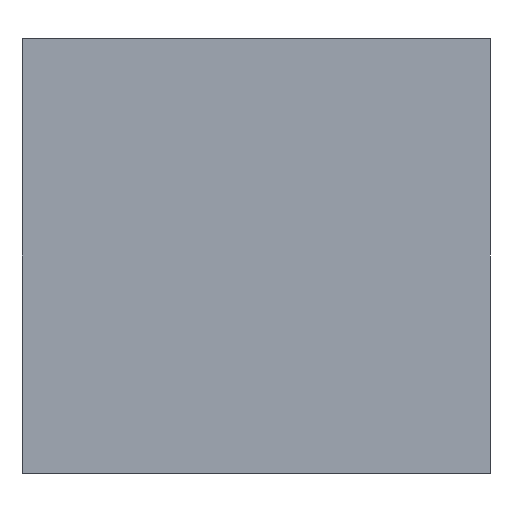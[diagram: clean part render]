
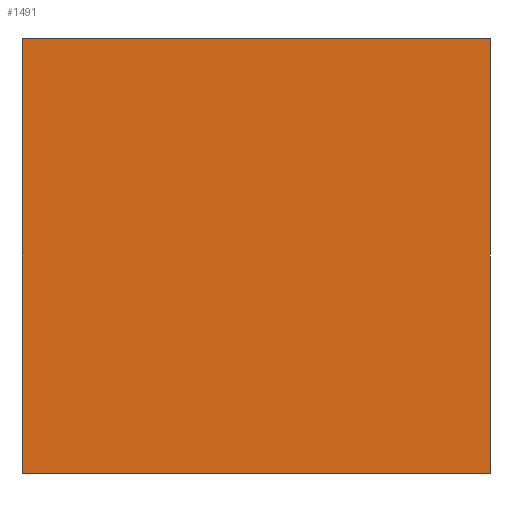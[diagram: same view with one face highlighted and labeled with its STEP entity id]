
A CAD part, left-side view. The second image highlights one B-rep face of the part: STEP entity #1491.
In plain terms, the highlighted planar face has unit normal (-1, 0, 0).
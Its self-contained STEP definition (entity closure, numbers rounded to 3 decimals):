
#47 = DIRECTION ( 'NONE',  ( 0., -1., 0. ) ) ;
#160 = EDGE_CURVE ( 'NONE', #534, #1007, #2567, .T. ) ;
#350 = LINE ( 'NONE', #4001, #1765 ) ;
#534 = VERTEX_POINT ( 'NONE', #1556 ) ;
#541 = CARTESIAN_POINT ( 'NONE',  ( -445., -245., 0. ) ) ;
#589 = CARTESIAN_POINT ( 'NONE',  ( -445., -245., 455. ) ) ;
#630 = DIRECTION ( 'NONE',  ( 0., -1., 0. ) ) ;
#937 = VECTOR ( 'NONE', #2891, 1000. ) ;
#955 = VECTOR ( 'NONE', #630, 1000. ) ;
#1007 = VERTEX_POINT ( 'NONE', #541 ) ;
#1042 = DIRECTION ( 'NONE',  ( 0., 0., -1. ) ) ;
#1417 = DIRECTION ( 'NONE',  ( 0., 0., -1. ) ) ;
#1491 = ADVANCED_FACE ( 'NONE', ( #3330 ), #4037, .F. ) ;
#1556 = CARTESIAN_POINT ( 'NONE',  ( -445., -245., 455. ) ) ;
#1765 = VECTOR ( 'NONE', #47, 1000. ) ;
#2004 = VERTEX_POINT ( 'NONE', #3522 ) ;
#2494 = CARTESIAN_POINT ( 'NONE',  ( -445., 245., 455. ) ) ;
#2516 = ORIENTED_EDGE ( 'NONE', *, *, #3784, .T. ) ;
#2522 = EDGE_CURVE ( 'NONE', #3731, #534, #350, .T. ) ;
#2534 = CARTESIAN_POINT ( 'NONE',  ( -445., 245., 455. ) ) ;
#2567 = LINE ( 'NONE', #589, #4241 ) ;
#2713 = CARTESIAN_POINT ( 'NONE',  ( -445., -245., 455. ) ) ;
#2891 = DIRECTION ( 'NONE',  ( 0., 0., -1. ) ) ;
#3154 = DIRECTION ( 'NONE',  ( 1., 0., 0. ) ) ;
#3330 = FACE_OUTER_BOUND ( 'NONE', #4576, .T. ) ;
#3347 = LINE ( 'NONE', #2534, #937 ) ;
#3367 = CARTESIAN_POINT ( 'NONE',  ( -445., -245., 0. ) ) ;
#3522 = CARTESIAN_POINT ( 'NONE',  ( -445., 245., 0. ) ) ;
#3729 = ORIENTED_EDGE ( 'NONE', *, *, #160, .F. ) ;
#3731 = VERTEX_POINT ( 'NONE', #2494 ) ;
#3784 = EDGE_CURVE ( 'NONE', #3731, #2004, #3347, .T. ) ;
#4001 = CARTESIAN_POINT ( 'NONE',  ( -445., -245., 455. ) ) ;
#4037 = PLANE ( 'NONE',  #4158 ) ;
#4158 = AXIS2_PLACEMENT_3D ( 'NONE', #2713, #3154, #1417 ) ;
#4178 = ORIENTED_EDGE ( 'NONE', *, *, #5107, .T. ) ;
#4241 = VECTOR ( 'NONE', #1042, 1000. ) ;
#4576 = EDGE_LOOP ( 'NONE', ( #4178, #3729, #5433, #2516 ) ) ;
#5107 = EDGE_CURVE ( 'NONE', #2004, #1007, #5291, .T. ) ;
#5291 = LINE ( 'NONE', #3367, #955 ) ;
#5433 = ORIENTED_EDGE ( 'NONE', *, *, #2522, .F. ) ;
